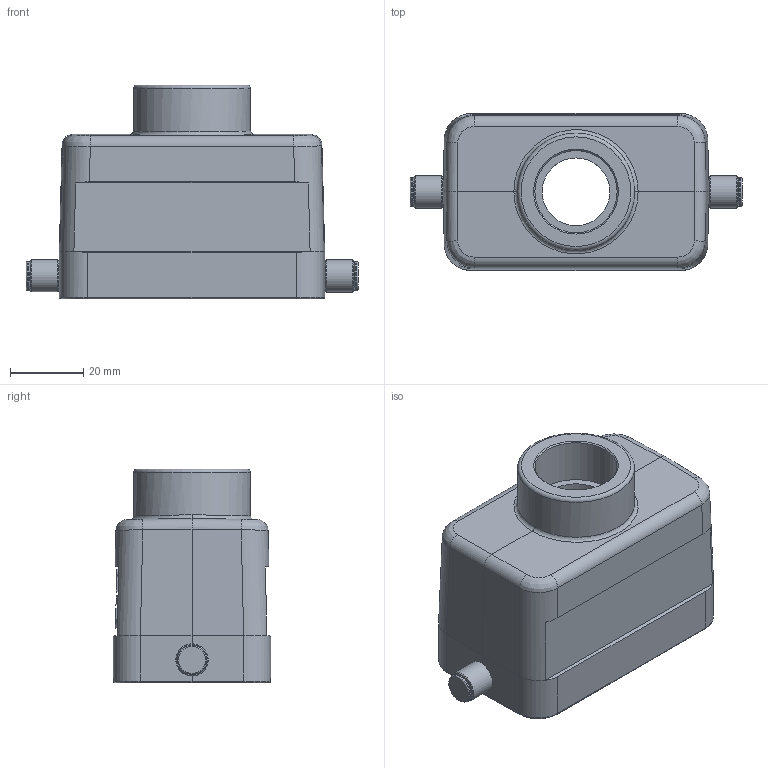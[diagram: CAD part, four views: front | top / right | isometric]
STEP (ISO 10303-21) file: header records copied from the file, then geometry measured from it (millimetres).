
FILE_DESCRIPTION(/* description */ (''),/* implementation_level */ '2;1');
FILE_NAME(/* name */ '100761439ugm000_b.stp',/* time_stamp */ '2019-08-29T11:04:50+02:00',/* author */ (''),/* organization */ (''),/* preprocessor_version */ 'ST-DEVELOPER v16.7',/* originating_system */ 'SIEMENS PLM Software NX 12.0',/* authorisation */ '');
FILE_SCHEMA (('AUTOMOTIVE_DESIGN { 1 0 10303 214 3 1 1 1 }'));
Length unit declared in the file: millimetre
Products named in the file (1): 100761439ugm000_b
Bounding box: 90.8 x 43 x 58.5 mm (x, y, z)
Volume: 47481.2 mm3; surface area: 26494.8 mm2
Topology: 1 solids, 1 shells, 275 faces, 692 edges, 452 vertices
Faces by surface type: plane 159, cylinder 69, bspline 22, torus 14, cone 11
Full cylindrical faces by diameter (mm): 2.05 x2, 3 x4, 4 x2, 4.97 x2, 8 x2, 8.8 x2, 18.5 x1, 22.5 x1, 32 x1
Entity records: 9920 total; most frequent: CARTESIAN_POINT 2790, ORIENTED_EDGE 1268, DIRECTION 1249, EDGE_CURVE 634, VERTEX_POINT 431, AXIS2_PLACEMENT_3D 429, LINE 391, VECTOR 391
